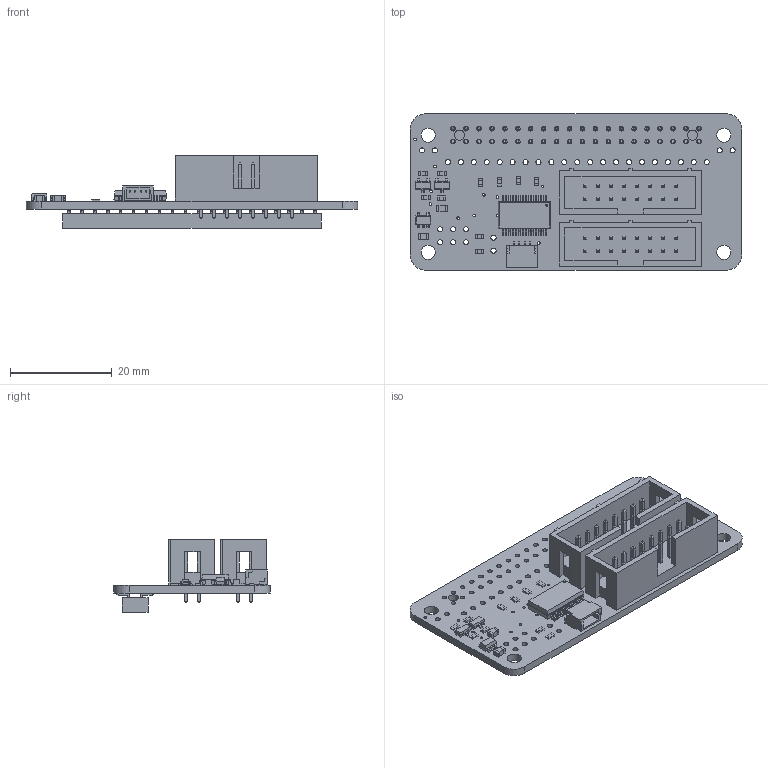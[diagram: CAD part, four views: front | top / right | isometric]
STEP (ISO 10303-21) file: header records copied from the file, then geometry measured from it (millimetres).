
FILE_DESCRIPTION(/* description */ (''),/* implementation_level */ '2;1');
FILE_NAME(/* name */ 'PCB Component.step',/* time_stamp */ '2025-08-15T14:02:03-04:00',/* author */ (''),/* organization */ (''),/* preprocessor_version */ 'ST-DEVELOPER v20.1',/* originating_system */ 'Autodesk Translation Framework v14.10.0.0',/* authorisation */ '');
FILE_SCHEMA (('AUTOMOTIVE_DESIGN { 1 0 10303 214 3 1 1 }'));
Length unit declared in the file: millimetre
Products named in the file (10): PCB Component; Board; MCP23017SS; 0.1uF; BSS138; IDC2x8; 10uF; RT9080-3.3; RASPBERRYPI_BPLUS_BONNET_THMSMT; STEMMA_I2C_QT
Assembly tree (21 placements, depth 2):
  PCB Component
    Board
    MCP23017SS
    0.1uF  x10
    BSS138  x2
    IDC2x8  x2
    10uF  x2
    RT9080-3.3
    RASPBERRYPI_BPLUS_BONNET_THMSMT
    STEMMA_I2C_QT
Bounding box: 65.02 x 30.67 x 14.26 mm (x, y, z)
Volume: 5988.3 mm3; surface area: 10096.5 mm2
Topology: 90 solids, 90 shells, 2487 faces, 6087 edges, 3842 vertices
Faces by surface type: plane 2153, cylinder 334
Full cylindrical faces by diameter (mm): 0.394 x2, 0.4 x2, 0.5 x19, 0.9 x40, 1 x65, 2 x2, 2.8 x4
Entity records: 58533 total; most frequent: CARTESIAN_POINT 9903, ORIENTED_EDGE 9682, DIRECTION 9485, EDGE_CURVE 4841, LINE 4197, VECTOR 4197, VERTEX_POINT 3062, AXIS2_PLACEMENT_3D 2644
